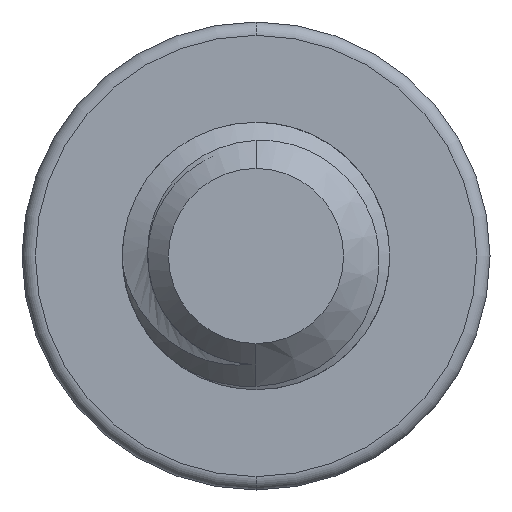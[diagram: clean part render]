
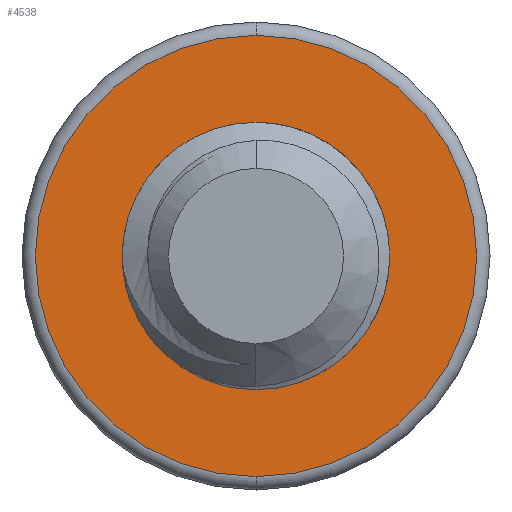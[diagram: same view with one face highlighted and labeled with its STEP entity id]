
A CAD part, front view. The second image highlights one B-rep face of the part: STEP entity #4538.
In plain terms, the highlighted planar face has unit normal (0, -1, 0).
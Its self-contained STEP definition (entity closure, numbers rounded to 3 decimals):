
#187 = DIRECTION ( 'NONE',  ( 0., 1., 0. ) ) ;
#210 = AXIS2_PLACEMENT_3D ( 'NONE', #4122, #6118, #6186 ) ;
#556 = ORIENTED_EDGE ( 'NONE', *, *, #3712, .T. ) ;
#702 = FACE_BOUND ( 'NONE', #4171, .T. ) ;
#820 = CARTESIAN_POINT ( 'NONE',  ( 0., 25., 3.3 ) ) ;
#957 = ORIENTED_EDGE ( 'NONE', *, *, #6381, .T. ) ;
#982 = CIRCLE ( 'NONE', #4474, 2. ) ;
#1065 = VERTEX_POINT ( 'NONE', #4736 ) ;
#1229 = CIRCLE ( 'NONE', #210, 3.3 ) ;
#1589 = CARTESIAN_POINT ( 'NONE',  ( 0., 25., 0. ) ) ;
#1633 = ORIENTED_EDGE ( 'NONE', *, *, #1800, .T. ) ;
#1701 = PLANE ( 'NONE',  #5959 ) ;
#1791 = FACE_OUTER_BOUND ( 'NONE', #5422, .T. ) ;
#1800 = EDGE_CURVE ( 'NONE', #2275, #3499, #982, .T. ) ;
#2026 = ORIENTED_EDGE ( 'NONE', *, *, #6097, .T. ) ;
#2275 = VERTEX_POINT ( 'NONE', #5259 ) ;
#2670 = AXIS2_PLACEMENT_3D ( 'NONE', #1589, #5532, #5037 ) ;
#2910 = CARTESIAN_POINT ( 'NONE',  ( 0., 25., 0. ) ) ;
#2995 = DIRECTION ( 'NONE',  ( 0., 0., 1. ) ) ;
#3158 = VERTEX_POINT ( 'NONE', #820 ) ;
#3499 = VERTEX_POINT ( 'NONE', #3893 ) ;
#3712 = EDGE_CURVE ( 'NONE', #3499, #2275, #5955, .T. ) ;
#3893 = CARTESIAN_POINT ( 'NONE',  ( 0., 25., -2. ) ) ;
#3987 = CARTESIAN_POINT ( 'NONE',  ( 0., 25., 0. ) ) ;
#4122 = CARTESIAN_POINT ( 'NONE',  ( 0., 25., 0. ) ) ;
#4171 = EDGE_LOOP ( 'NONE', ( #556, #1633 ) ) ;
#4474 = AXIS2_PLACEMENT_3D ( 'NONE', #2910, #4864, #5948 ) ;
#4538 = ADVANCED_FACE ( 'NONE', ( #1791, #702 ), #1701, .F. ) ;
#4618 = CIRCLE ( 'NONE', #2670, 3.3 ) ;
#4736 = CARTESIAN_POINT ( 'NONE',  ( 0., 25., -3.3 ) ) ;
#4864 = DIRECTION ( 'NONE',  ( 0., 1., 0. ) ) ;
#4907 = AXIS2_PLACEMENT_3D ( 'NONE', #3987, #187, #2995 ) ;
#5037 = DIRECTION ( 'NONE',  ( 0., 0., 1. ) ) ;
#5241 = DIRECTION ( 'NONE',  ( 0., 0., 1. ) ) ;
#5259 = CARTESIAN_POINT ( 'NONE',  ( 0., 25., 2. ) ) ;
#5422 = EDGE_LOOP ( 'NONE', ( #2026, #957 ) ) ;
#5532 = DIRECTION ( 'NONE',  ( 0., -1., 0. ) ) ;
#5639 = DIRECTION ( 'NONE',  ( 0., 1., 0. ) ) ;
#5948 = DIRECTION ( 'NONE',  ( 0., 0., 1. ) ) ;
#5955 = CIRCLE ( 'NONE', #4907, 2. ) ;
#5959 = AXIS2_PLACEMENT_3D ( 'NONE', #6130, #5639, #5241 ) ;
#6097 = EDGE_CURVE ( 'NONE', #3158, #1065, #4618, .T. ) ;
#6118 = DIRECTION ( 'NONE',  ( 0., -1., 0. ) ) ;
#6130 = CARTESIAN_POINT ( 'NONE',  ( 0., 25., 0. ) ) ;
#6186 = DIRECTION ( 'NONE',  ( 0., 0., 1. ) ) ;
#6381 = EDGE_CURVE ( 'NONE', #1065, #3158, #1229, .T. ) ;
